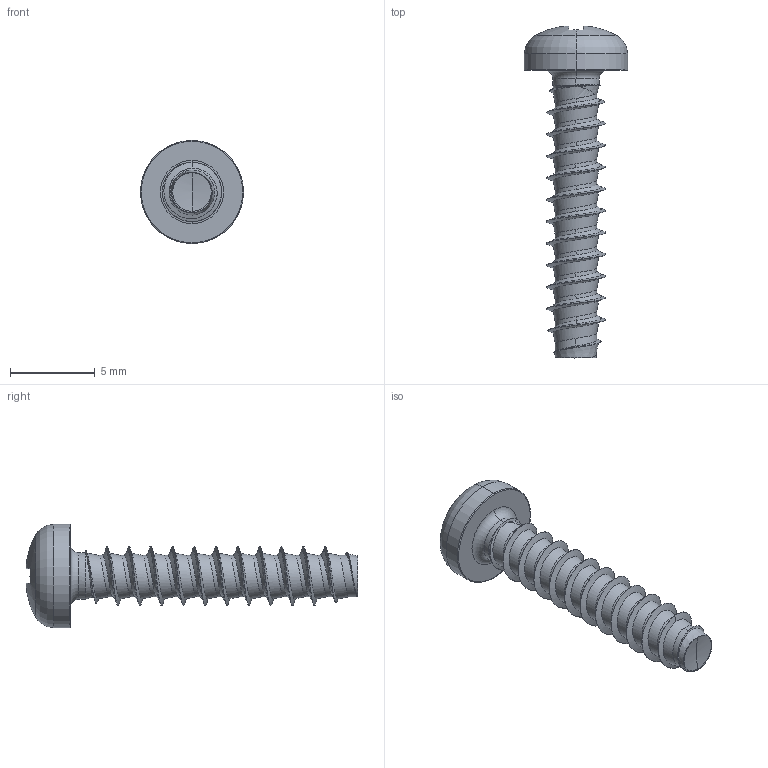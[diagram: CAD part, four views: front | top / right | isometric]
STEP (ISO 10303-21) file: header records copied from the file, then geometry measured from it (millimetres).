
FILE_DESCRIPTION (( 'STEP AP203' ), '1' );
FILE_NAME ('STP220350170.STEP', '2019-05-15T18:15:42', ( '' ), ( '' ), 'SwSTEP 2.0', 'SolidWorks 2015', '' );
FILE_SCHEMA (( 'CONFIG_CONTROL_DESIGN' ));
Length unit declared in the file: millimetre
Products named in the file (2): STP220350170
Bounding box: 6.1 x 19.63 x 6.1 mm (x, y, z)
Volume: 150.7 mm3; surface area: 315.3 mm2
Topology: 1 solids, 1 shells, 181 faces, 439 edges, 260 vertices
Faces by surface type: bspline 55, cylinder 50, plane 30, torus 20, sphere 20, cone 6
Entity records: 23228 total; most frequent: CARTESIAN_POINT 19406, ORIENTED_EDGE 874, DIRECTION 658, EDGE_CURVE 437, AXIS2_PLACEMENT_3D 283, VERTEX_POINT 260, EDGE_LOOP 183, ADVANCED_FACE 181
